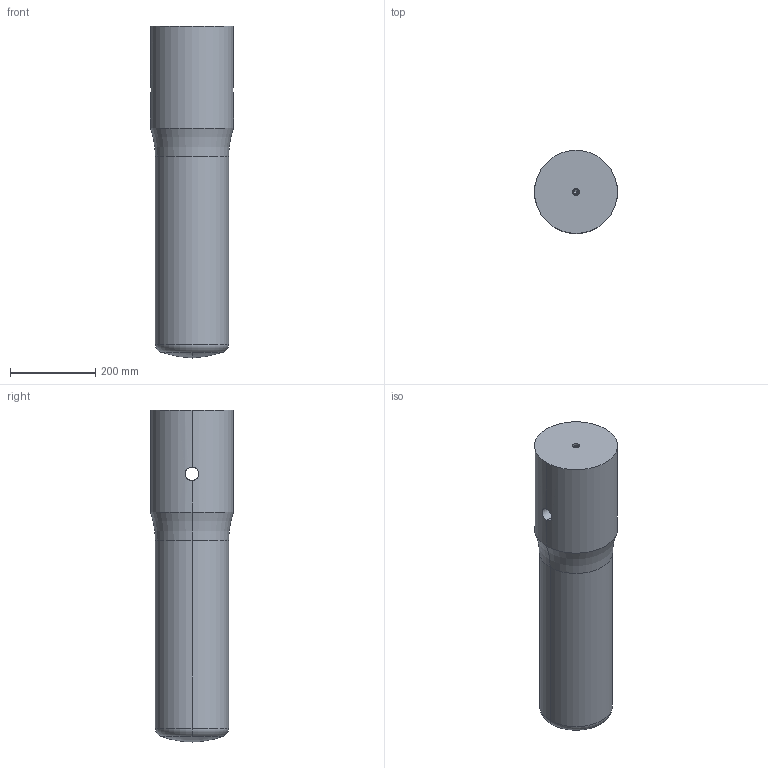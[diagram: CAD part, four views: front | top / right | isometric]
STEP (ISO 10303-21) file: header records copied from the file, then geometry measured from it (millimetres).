
FILE_DESCRIPTION (( 'STEP AP203' ), '1' );
FILE_NAME ('ÏÍ-45.00.000 Áîåê.STEP', '2025-10-08T03:17:00', ( '' ), ( '' ), 'SwSTEP 2.0', 'SolidWorks 2024', '' );
FILE_SCHEMA (( 'CONFIG_CONTROL_DESIGN' ));
Length unit declared in the file: millimetre
Products named in the file (2): ПН-45.00.000 Боек; ПН-45.00.001 Боек_00
Assembly tree (1 placements, depth 2):
  ПН-45.00.000 Боек
    ПН-45.00.001 Боек_00
Bounding box: 195 x 195 x 780 mm (x, y, z)
Volume: 19458799.3 mm3; surface area: 502145.6 mm2
Topology: 1 solids, 1 shells, 22 faces, 50 edges, 28 vertices
Faces by surface type: cylinder 10, cone 4, torus 4, sphere 2, plane 2
Entity records: 1000 total; most frequent: CARTESIAN_POINT 306, DIRECTION 124, ORIENTED_EDGE 96, AXIS2_PLACEMENT_3D 54, EDGE_CURVE 48, CIRCLE 28, VERTEX_POINT 28, EDGE_LOOP 24
